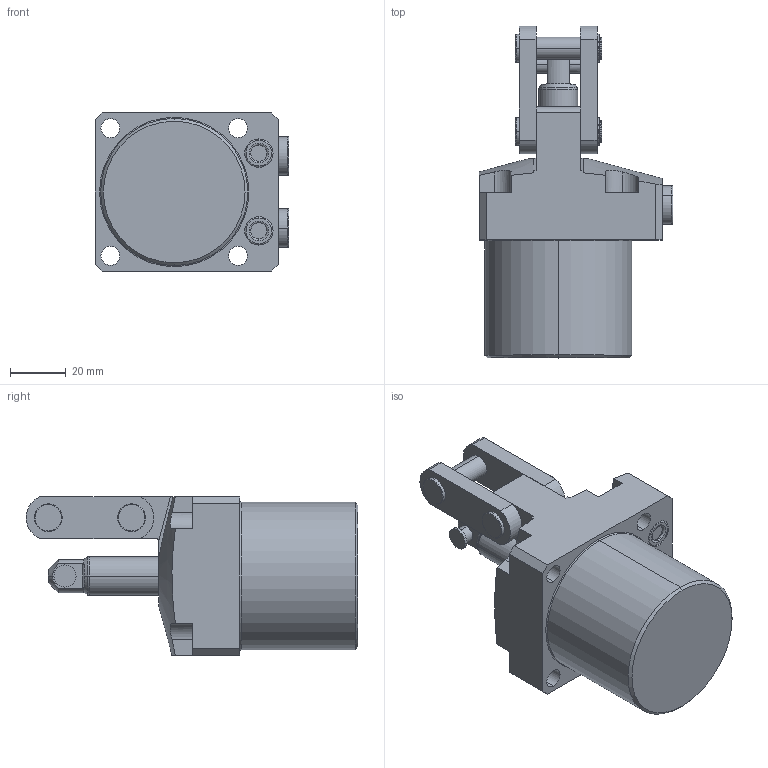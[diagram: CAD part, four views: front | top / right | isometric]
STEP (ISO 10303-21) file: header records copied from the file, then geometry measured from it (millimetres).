
FILE_DESCRIPTION (( 'STEP AP203' ), '1' );
FILE_NAME ('CLU06-L.step', '2014-10-02T02:08:46', ( 'pascal' ), ( 'Hewlett-Packard Company' ), 'SwSTEP 2.0', 'SolidWorks 2012', '' );
FILE_SCHEMA (( 'CONFIG_CONTROL_DESIGN' ));
Length unit declared in the file: millimetre
Products named in the file (5): CLU06-L_BODY; CLU06_ROD; CLU06_LINK; CLU06_PLUG; CLU06-L
Assembly tree (5 placements, depth 2):
  CLU06-L
    CLU06-L_BODY
    CLU06_ROD
    CLU06_LINK
    CLU06_PLUG  x2
Bounding box: 69.8 x 119.5 x 57 mm (x, y, z)
Volume: 200396.6 mm3; surface area: 33741.3 mm2
Topology: 5 solids, 7 shells, 282 faces, 665 edges, 424 vertices
Faces by surface type: cylinder 116, plane 113, torus 34, cone 19
Entity records: 8408 total; most frequent: CARTESIAN_POINT 1591, DIRECTION 1417, ORIENTED_EDGE 1238, EDGE_CURVE 619, AXIS2_PLACEMENT_3D 566, VERTEX_POINT 396, EDGE_LOOP 305, CIRCLE 298
